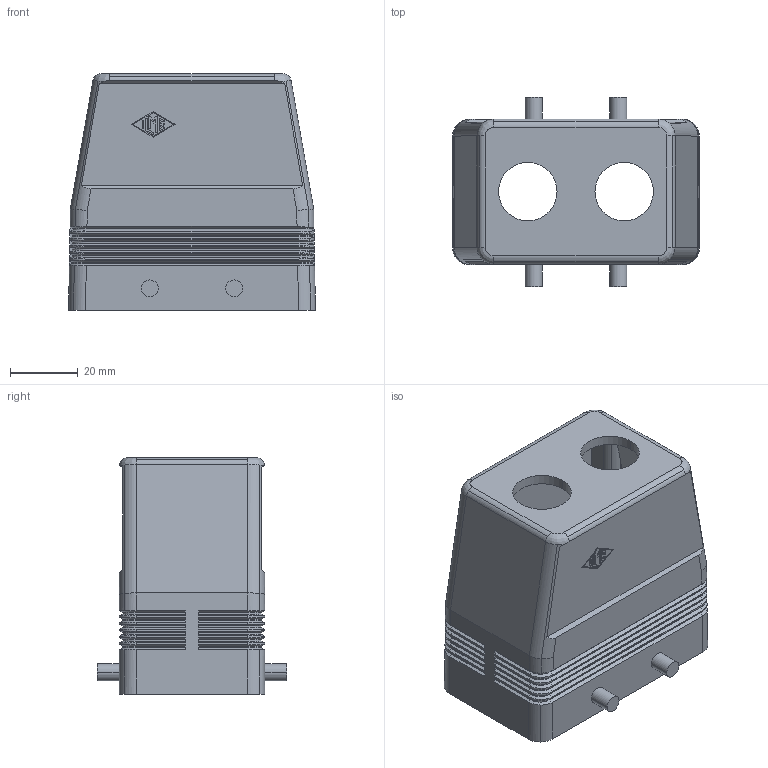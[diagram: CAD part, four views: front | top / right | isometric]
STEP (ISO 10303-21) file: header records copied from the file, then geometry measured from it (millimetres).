
FILE_DESCRIPTION((''),'2;1');
FILE_NAME('MFV 10.220.stp','2007-01-03T07:37:01',('gembarski'),(''),'Autodesk Inventor 7','Autodesk Inventor 7','');
FILE_SCHEMA(('AUTOMOTIVE_DESIGN { 1 0 10303 214 1 1 1 1 }'));
Length unit declared in the file: millimetre
Products named in the file (1): MFV 10.220
Bounding box: 73 x 56 x 70 mm (x, y, z)
Volume: 53201.3 mm3; surface area: 34740.5 mm2
Topology: 1 solids, 1 shells, 432 faces, 1089 edges, 666 vertices
Faces by surface type: plane 145, bspline 141, cylinder 122, cone 24
Entity records: 14164 total; most frequent: CARTESIAN_POINT 4343, ORIENTED_EDGE 2162, DIRECTION 1825, EDGE_CURVE 1081, VECTOR 721, LINE 721, VERTEX_POINT 666, AXIS2_PLACEMENT_3D 552
